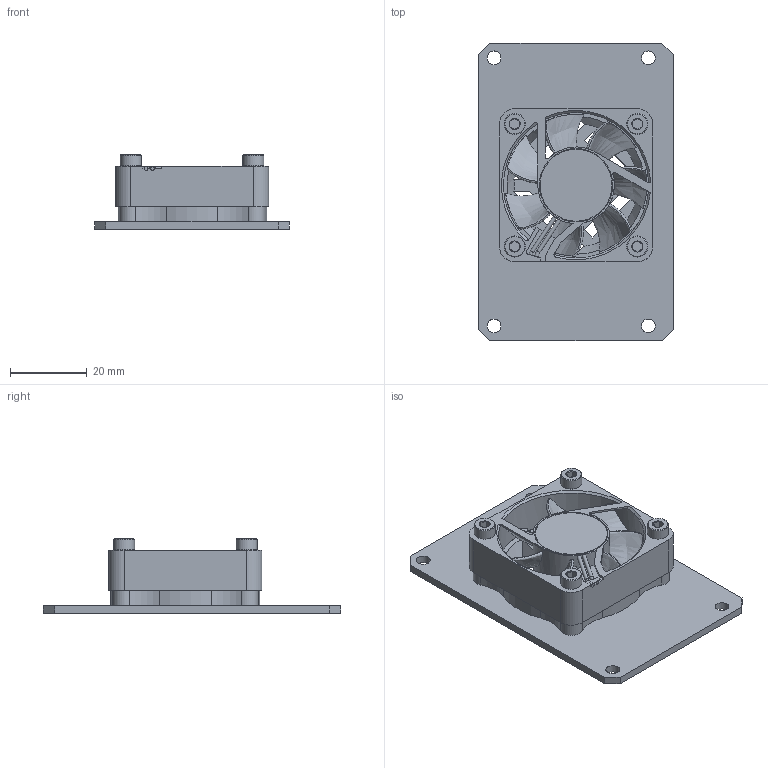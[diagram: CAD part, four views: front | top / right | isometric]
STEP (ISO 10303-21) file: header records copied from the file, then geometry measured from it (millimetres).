
FILE_DESCRIPTION(/* description */ (''),/* implementation_level */ '2;1');
FILE_NAME(/* name */ 'Side Panel - 40mm Fan - OmniBox Logo.step',/* time_stamp */ '2023-05-24T11:59:10-05:00',/* author */ (''),/* organization */ (''),/* preprocessor_version */ 'ST-DEVELOPER v19.2',/* originating_system */ 'Autodesk Translation Framework v12.4.0.73',/* authorisation */ '');
FILE_SCHEMA (('AUTOMOTIVE_DESIGN { 1 0 10303 214 3 1 1 }'));
Length unit declared in the file: millimetre
Products named in the file (4): Side Panel - 40mm Fan; Side Panel - OmniBox; PN700; PN503
Assembly tree (6 placements, depth 2):
  Side Panel - 40mm Fan
    Side Panel - OmniBox
    PN700
    PN503  x4
Bounding box: 50.8 x 77.6 x 19.5 mm (x, y, z)
Volume: 17930.9 mm3; surface area: 17454.5 mm2
Topology: 6 solids, 6 shells, 254 faces, 624 edges, 391 vertices
Faces by surface type: plane 125, cylinder 66, cone 42, bspline 18, torus 3
Full cylindrical faces by diameter (mm): 1 x2, 2.8 x4, 3 x4, 3.45 x4, 5.5 x4, 18.8 x1, 19.2 x1, 20 x1, 38 x1
Entity records: 11604 total; most frequent: CARTESIAN_POINT 6625, ORIENTED_EDGE 1026, DIRECTION 976, EDGE_CURVE 513, AXIS2_PLACEMENT_3D 351, VERTEX_POINT 331, LINE 274, VECTOR 274
